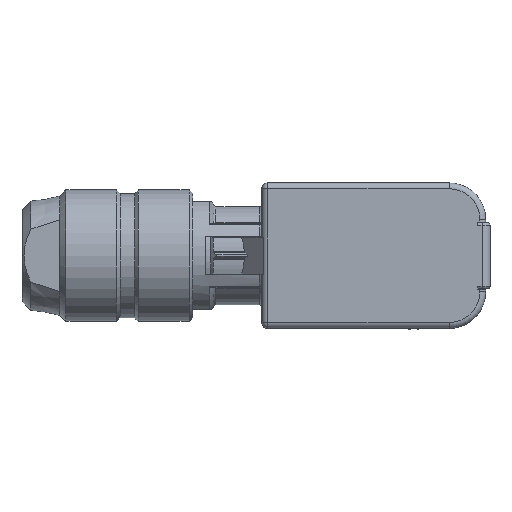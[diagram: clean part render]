
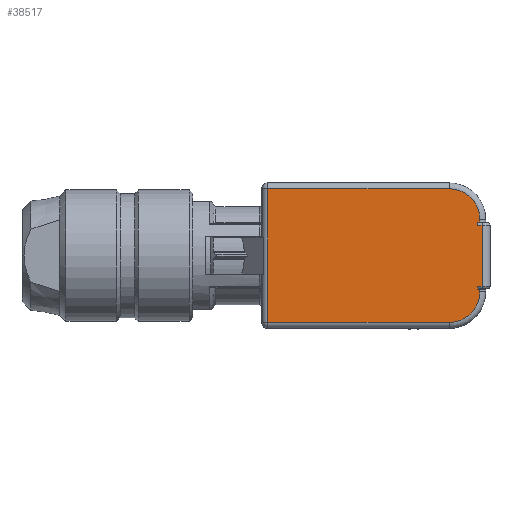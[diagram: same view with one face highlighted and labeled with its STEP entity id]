
A CAD part, top view. The second image highlights one B-rep face of the part: STEP entity #38517.
In plain terms, the highlighted planar face has unit normal (0, 0, 1).
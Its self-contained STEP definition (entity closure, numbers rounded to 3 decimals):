
#15617=DIRECTION('',(0.,1.,0.));
#15618=VECTOR('',#15617,0.4);
#15619=CARTESIAN_POINT('',(8.9,-4.6,23.8));
#15620=LINE('',#15619,#15618);
#15624=DIRECTION('',(-1.,0.,0.));
#15625=VECTOR('',#15624,0.3);
#15626=CARTESIAN_POINT('',(9.2,-4.6,23.8));
#15627=LINE('',#15626,#15625);
#15631=CARTESIAN_POINT('',(5.,-5.,23.8));
#15632=DIRECTION('',(0.,0.,1.));
#15633=DIRECTION('',(0.,-1.,0.));
#15634=AXIS2_PLACEMENT_3D('',#15631,#15632,#15633);
#15639=CARTESIAN_POINT('',(5.,5.,23.8));
#15640=DIRECTION('',(0.,0.,1.));
#15641=DIRECTION('',(1.,0.,0.));
#15642=AXIS2_PLACEMENT_3D('',#15639,#15640,#15641);
#15647=DIRECTION('',(1.,0.,0.));
#15648=VECTOR('',#15647,0.3);
#15649=CARTESIAN_POINT('',(8.9,4.6,23.8));
#15650=LINE('',#15649,#15648);
#15654=DIRECTION('',(0.,1.,0.));
#15655=VECTOR('',#15654,0.4);
#15656=CARTESIAN_POINT('',(8.9,4.2,23.8));
#15657=LINE('',#15656,#15655);
#15668=DIRECTION('',(0.,-1.,0.));
#15669=VECTOR('',#15668,8.4);
#15670=CARTESIAN_POINT('',(9.5,4.2,23.8));
#15671=LINE('',#15670,#15669);
#16970=DIRECTION('',(0.,1.,0.));
#16971=VECTOR('',#16970,18.4);
#16972=CARTESIAN_POINT('',(-20.,-9.2,23.8));
#16973=LINE('',#16972,#16971);
#17022=DIRECTION('',(-1.,0.,0.));
#17023=VECTOR('',#17022,25.);
#17024=CARTESIAN_POINT('',(5.,-9.2,23.8));
#17025=LINE('',#17024,#17023);
#17067=DIRECTION('',(0.,-1.,0.));
#17068=VECTOR('',#17067,0.4);
#17069=CARTESIAN_POINT('',(9.2,-4.6,23.8));
#17070=LINE('',#17069,#17068);
#17098=DIRECTION('',(1.,0.,0.));
#17099=VECTOR('',#17098,25.);
#17100=CARTESIAN_POINT('',(-20.,9.2,23.8));
#17101=LINE('',#17100,#17099);
#17136=DIRECTION('',(0.,-1.,0.));
#17137=VECTOR('',#17136,0.4);
#17138=CARTESIAN_POINT('',(9.2,5.,23.8));
#17139=LINE('',#17138,#17137);
#19764=DIRECTION('',(-1.,0.,0.));
#19765=VECTOR('',#19764,0.6);
#19766=CARTESIAN_POINT('',(9.5,-4.2,23.8));
#19767=LINE('',#19766,#19765);
#19985=DIRECTION('',(1.,0.,0.));
#19986=VECTOR('',#19985,0.6);
#19987=CARTESIAN_POINT('',(8.9,4.2,23.8));
#19988=LINE('',#19987,#19986);
#24503=CARTESIAN_POINT('',(9.5,4.2,23.8));
#24504=CARTESIAN_POINT('',(9.5,-4.2,23.8));
#24505=VERTEX_POINT('',#24503);
#24506=VERTEX_POINT('',#24504);
#24563=CARTESIAN_POINT('',(8.9,-4.2,23.8));
#24564=VERTEX_POINT('',#24563);
#24567=CARTESIAN_POINT('',(9.2,-4.6,23.8));
#24568=VERTEX_POINT('',#24567);
#24577=CARTESIAN_POINT('',(8.9,4.2,23.8));
#24578=VERTEX_POINT('',#24577);
#24622=CARTESIAN_POINT('',(8.9,-4.6,23.8));
#24623=VERTEX_POINT('',#24622);
#24640=CARTESIAN_POINT('',(8.9,4.6,23.8));
#24641=VERTEX_POINT('',#24640);
#24700=CARTESIAN_POINT('',(9.2,-5.,23.8));
#24701=VERTEX_POINT('',#24700);
#24718=CARTESIAN_POINT('',(9.2,4.6,23.8));
#24719=VERTEX_POINT('',#24718);
#24808=CARTESIAN_POINT('',(9.2,5.,23.8));
#24809=VERTEX_POINT('',#24808);
#24859=CARTESIAN_POINT('',(-20.,9.2,23.8));
#24860=VERTEX_POINT('',#24859);
#24867=CARTESIAN_POINT('',(5.,-9.2,23.8));
#24868=VERTEX_POINT('',#24867);
#24883=CARTESIAN_POINT('',(5.,9.2,23.8));
#24884=VERTEX_POINT('',#24883);
#24931=CARTESIAN_POINT('',(-20.,-9.2,23.8));
#24932=VERTEX_POINT('',#24931);
#38483=CARTESIAN_POINT('',(8.9,4.5,23.8));
#38484=DIRECTION('',(0.,0.,1.));
#38485=DIRECTION('',(1.,0.,0.));
#38486=AXIS2_PLACEMENT_3D('',#38483,#38484,#38485);
#38487=PLANE('',#38486);
#38489=ORIENTED_EDGE('',*,*,#38488,.T.);
#38491=ORIENTED_EDGE('',*,*,#38490,.T.);
#38493=ORIENTED_EDGE('',*,*,#38492,.F.);
#38495=ORIENTED_EDGE('',*,*,#38494,.F.);
#38497=ORIENTED_EDGE('',*,*,#38496,.T.);
#38499=ORIENTED_EDGE('',*,*,#38498,.F.);
#38501=ORIENTED_EDGE('',*,*,#38500,.T.);
#38503=ORIENTED_EDGE('',*,*,#38502,.T.);
#38505=ORIENTED_EDGE('',*,*,#38504,.T.);
#38507=ORIENTED_EDGE('',*,*,#38506,.F.);
#38509=ORIENTED_EDGE('',*,*,#38508,.T.);
#38511=ORIENTED_EDGE('',*,*,#38510,.F.);
#38512=ORIENTED_EDGE('',*,*,#38472,.F.);
#38514=ORIENTED_EDGE('',*,*,#38513,.T.);
#38515=EDGE_LOOP('',(#38489,#38491,#38493,#38495,#38497,#38499,#38501,#38503,
#38505,#38507,#38509,#38511,#38512,#38514));
#38516=FACE_OUTER_BOUND('',#38515,.F.);
#38517=ADVANCED_FACE('',(#38516),#38487,.T.);
#15635=CIRCLE('',#15634,4.2);
#15643=CIRCLE('',#15642,4.2);
#38472=EDGE_CURVE('',#24578,#24641,#15657,.T.);
#38488=EDGE_CURVE('',#24505,#24506,#15671,.T.);
#38490=EDGE_CURVE('',#24506,#24564,#19767,.T.);
#38492=EDGE_CURVE('',#24623,#24564,#15620,.T.);
#38494=EDGE_CURVE('',#24568,#24623,#15627,.T.);
#38496=EDGE_CURVE('',#24568,#24701,#17070,.T.);
#38498=EDGE_CURVE('',#24868,#24701,#15635,.T.);
#38500=EDGE_CURVE('',#24868,#24932,#17025,.T.);
#38502=EDGE_CURVE('',#24932,#24860,#16973,.T.);
#38504=EDGE_CURVE('',#24860,#24884,#17101,.T.);
#38506=EDGE_CURVE('',#24809,#24884,#15643,.T.);
#38508=EDGE_CURVE('',#24809,#24719,#17139,.T.);
#38510=EDGE_CURVE('',#24641,#24719,#15650,.T.);
#38513=EDGE_CURVE('',#24578,#24505,#19988,.T.);
